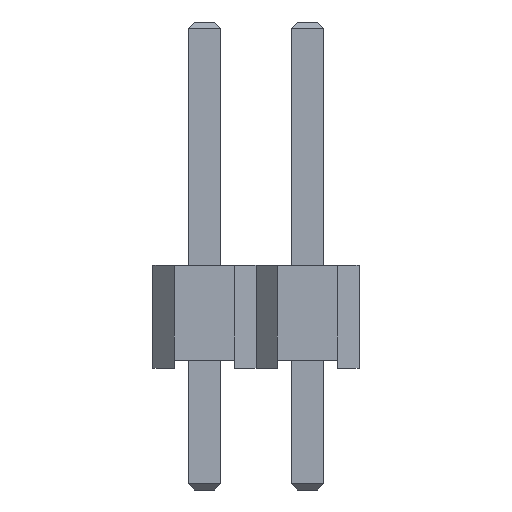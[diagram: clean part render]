
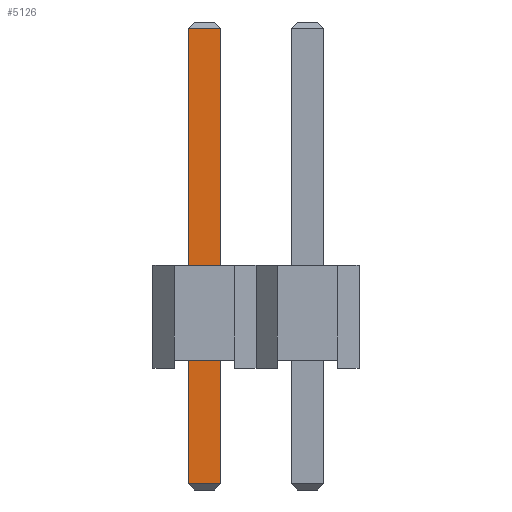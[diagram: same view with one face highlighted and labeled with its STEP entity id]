
A CAD part, front view. The second image highlights one B-rep face of the part: STEP entity #5126.
In plain terms, the highlighted planar face has unit normal (0, -1, 0).
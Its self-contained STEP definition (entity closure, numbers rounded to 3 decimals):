
#4714 = PLANE('',#4715);
#4715 = AXIS2_PLACEMENT_3D('',#4716,#4717,#4718);
#4716 = CARTESIAN_POINT('',(-0.4,-0.4,-3.));
#4717 = DIRECTION('',(-1.,0.,0.));
#4718 = DIRECTION('',(0.,1.,0.));
#4770 = PLANE('',#4771);
#4771 = AXIS2_PLACEMENT_3D('',#4772,#4773,#4774);
#4772 = CARTESIAN_POINT('',(0.4,0.4,-3.));
#4773 = DIRECTION('',(1.,0.,0.));
#4774 = DIRECTION('',(0.,-1.,0.));
#4811 = EDGE_CURVE('',#4812,#4814,#4816,.T.);
#4812 = VERTEX_POINT('',#4813);
#4813 = CARTESIAN_POINT('',(-0.4,-0.4,-2.85));
#4814 = VERTEX_POINT('',#4815);
#4815 = CARTESIAN_POINT('',(-0.4,-0.4,8.39));
#4816 = SURFACE_CURVE('',#4817,(#4821,#4828),.PCURVE_S1.);
#4817 = LINE('',#4818,#4819);
#4818 = CARTESIAN_POINT('',(-0.4,-0.4,-3.));
#4819 = VECTOR('',#4820,1.);
#4820 = DIRECTION('',(0.,0.,1.));
#4821 = PCURVE('',#4714,#4822);
#4822 = DEFINITIONAL_REPRESENTATION('',(#4823),#4827);
#4823 = LINE('',#4824,#4825);
#4824 = CARTESIAN_POINT('',(0.,0.));
#4825 = VECTOR('',#4826,1.);
#4826 = DIRECTION('',(0.,-1.));
#4827 = ( GEOMETRIC_REPRESENTATION_CONTEXT(2) 
PARAMETRIC_REPRESENTATION_CONTEXT() REPRESENTATION_CONTEXT('2D SPACE',''
  ) );
#4828 = PCURVE('',#4829,#4834);
#4829 = PLANE('',#4830);
#4830 = AXIS2_PLACEMENT_3D('',#4831,#4832,#4833);
#4831 = CARTESIAN_POINT('',(0.4,-0.4,-3.));
#4832 = DIRECTION('',(0.,-1.,0.));
#4833 = DIRECTION('',(-1.,0.,0.));
#4834 = DEFINITIONAL_REPRESENTATION('',(#4835),#4839);
#4835 = LINE('',#4836,#4837);
#4836 = CARTESIAN_POINT('',(0.8,0.));
#4837 = VECTOR('',#4838,1.);
#4838 = DIRECTION('',(0.,-1.));
#4839 = ( GEOMETRIC_REPRESENTATION_CONTEXT(2) 
PARAMETRIC_REPRESENTATION_CONTEXT() REPRESENTATION_CONTEXT('2D SPACE',''
  ) );
#5061 = VERTEX_POINT('',#5062);
#5062 = CARTESIAN_POINT('',(0.4,-0.4,8.39));
#5083 = EDGE_CURVE('',#5084,#5061,#5086,.T.);
#5084 = VERTEX_POINT('',#5085);
#5085 = CARTESIAN_POINT('',(0.4,-0.4,-2.85));
#5086 = SURFACE_CURVE('',#5087,(#5091,#5098),.PCURVE_S1.);
#5087 = LINE('',#5088,#5089);
#5088 = CARTESIAN_POINT('',(0.4,-0.4,-3.));
#5089 = VECTOR('',#5090,1.);
#5090 = DIRECTION('',(0.,0.,1.));
#5091 = PCURVE('',#4770,#5092);
#5092 = DEFINITIONAL_REPRESENTATION('',(#5093),#5097);
#5093 = LINE('',#5094,#5095);
#5094 = CARTESIAN_POINT('',(0.8,0.));
#5095 = VECTOR('',#5096,1.);
#5096 = DIRECTION('',(0.,-1.));
#5097 = ( GEOMETRIC_REPRESENTATION_CONTEXT(2) 
PARAMETRIC_REPRESENTATION_CONTEXT() REPRESENTATION_CONTEXT('2D SPACE',''
  ) );
#5098 = PCURVE('',#4829,#5099);
#5099 = DEFINITIONAL_REPRESENTATION('',(#5100),#5104);
#5100 = LINE('',#5101,#5102);
#5101 = CARTESIAN_POINT('',(0.,0.));
#5102 = VECTOR('',#5103,1.);
#5103 = DIRECTION('',(0.,-1.));
#5104 = ( GEOMETRIC_REPRESENTATION_CONTEXT(2) 
PARAMETRIC_REPRESENTATION_CONTEXT() REPRESENTATION_CONTEXT('2D SPACE',''
  ) );
#5126 = ADVANCED_FACE('',(#5127),#4829,.T.);
#5127 = FACE_BOUND('',#5128,.T.);
#5128 = EDGE_LOOP('',(#5129,#5130,#5156,#5157));
#5129 = ORIENTED_EDGE('',*,*,#5083,.T.);
#5130 = ORIENTED_EDGE('',*,*,#5131,.T.);
#5131 = EDGE_CURVE('',#5061,#4814,#5132,.T.);
#5132 = SURFACE_CURVE('',#5133,(#5137,#5144),.PCURVE_S1.);
#5133 = LINE('',#5134,#5135);
#5134 = CARTESIAN_POINT('',(0.4,-0.4,8.39));
#5135 = VECTOR('',#5136,1.);
#5136 = DIRECTION('',(-1.,0.,0.));
#5137 = PCURVE('',#4829,#5138);
#5138 = DEFINITIONAL_REPRESENTATION('',(#5139),#5143);
#5139 = LINE('',#5140,#5141);
#5140 = CARTESIAN_POINT('',(0.,-11.39));
#5141 = VECTOR('',#5142,1.);
#5142 = DIRECTION('',(1.,0.));
#5143 = ( GEOMETRIC_REPRESENTATION_CONTEXT(2) 
PARAMETRIC_REPRESENTATION_CONTEXT() REPRESENTATION_CONTEXT('2D SPACE',''
  ) );
#5144 = PCURVE('',#5145,#5150);
#5145 = PLANE('',#5146);
#5146 = AXIS2_PLACEMENT_3D('',#5147,#5148,#5149);
#5147 = CARTESIAN_POINT('',(0.4,-0.325,8.465));
#5148 = DIRECTION('',(0.,-0.707,0.707));
#5149 = DIRECTION('',(1.,0.,0.));
#5150 = DEFINITIONAL_REPRESENTATION('',(#5151),#5155);
#5151 = LINE('',#5152,#5153);
#5152 = CARTESIAN_POINT('',(0.,-0.106));
#5153 = VECTOR('',#5154,1.);
#5154 = DIRECTION('',(-1.,0.));
#5155 = ( GEOMETRIC_REPRESENTATION_CONTEXT(2) 
PARAMETRIC_REPRESENTATION_CONTEXT() REPRESENTATION_CONTEXT('2D SPACE',''
  ) );
#5156 = ORIENTED_EDGE('',*,*,#4811,.F.);
#5157 = ORIENTED_EDGE('',*,*,#5158,.F.);
#5158 = EDGE_CURVE('',#5084,#4812,#5159,.T.);
#5159 = SURFACE_CURVE('',#5160,(#5164,#5171),.PCURVE_S1.);
#5160 = LINE('',#5161,#5162);
#5161 = CARTESIAN_POINT('',(0.4,-0.4,-2.85));
#5162 = VECTOR('',#5163,1.);
#5163 = DIRECTION('',(-1.,0.,0.));
#5164 = PCURVE('',#4829,#5165);
#5165 = DEFINITIONAL_REPRESENTATION('',(#5166),#5170);
#5166 = LINE('',#5167,#5168);
#5167 = CARTESIAN_POINT('',(0.,-0.15));
#5168 = VECTOR('',#5169,1.);
#5169 = DIRECTION('',(1.,0.));
#5170 = ( GEOMETRIC_REPRESENTATION_CONTEXT(2) 
PARAMETRIC_REPRESENTATION_CONTEXT() REPRESENTATION_CONTEXT('2D SPACE',''
  ) );
#5171 = PCURVE('',#5172,#5177);
#5172 = PLANE('',#5173);
#5173 = AXIS2_PLACEMENT_3D('',#5174,#5175,#5176);
#5174 = CARTESIAN_POINT('',(0.4,-0.325,-2.925));
#5175 = DIRECTION('',(0.,0.707,0.707)
  );
#5176 = DIRECTION('',(1.,0.,0.));
#5177 = DEFINITIONAL_REPRESENTATION('',(#5178),#5182);
#5178 = LINE('',#5179,#5180);
#5179 = CARTESIAN_POINT('',(0.,-0.106));
#5180 = VECTOR('',#5181,1.);
#5181 = DIRECTION('',(-1.,0.));
#5182 = ( GEOMETRIC_REPRESENTATION_CONTEXT(2) 
PARAMETRIC_REPRESENTATION_CONTEXT() REPRESENTATION_CONTEXT('2D SPACE',''
  ) );
